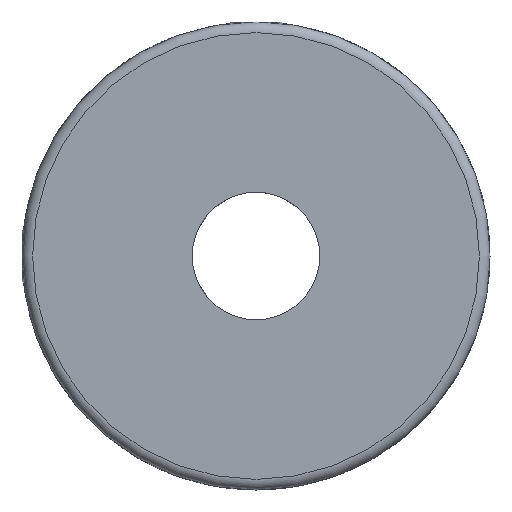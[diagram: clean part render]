
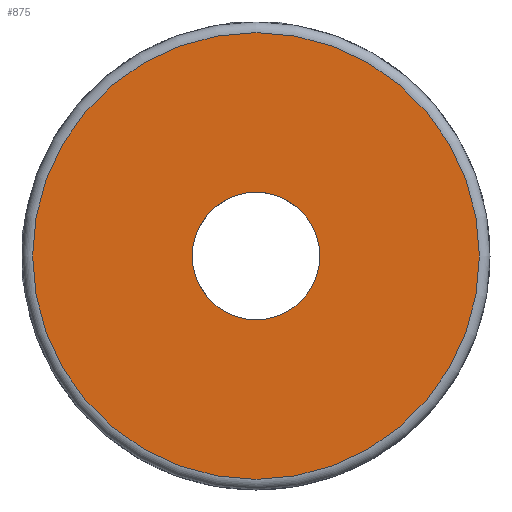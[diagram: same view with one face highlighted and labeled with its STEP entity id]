
A CAD part, left-side view. The second image highlights one B-rep face of the part: STEP entity #875.
In plain terms, the highlighted planar face has unit normal (-1, 0, 0).
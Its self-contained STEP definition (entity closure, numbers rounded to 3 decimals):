
#167=PLANE('',#1001);
#250=ORIENTED_EDGE('',*,*,#457,.T.);
#251=ORIENTED_EDGE('',*,*,#470,.F.);
#457=EDGE_CURVE('',#567,#567,#648,.T.);
#470=EDGE_CURVE('',#580,#580,#652,.T.);
#567=VERTEX_POINT('',#1382);
#580=VERTEX_POINT('',#1452);
#648=CIRCLE('',#992,6.);
#652=CIRCLE('',#1002,21.);
#681=EDGE_LOOP('',(#250));
#682=EDGE_LOOP('',(#251));
#773=FACE_BOUND('',#681,.T.);
#774=FACE_BOUND('',#682,.T.);
#875=ADVANCED_FACE('',(#773,#774),#167,.T.);
#992=AXIS2_PLACEMENT_3D('',#1381,#1103,#1104);
#1001=AXIS2_PLACEMENT_3D('',#1450,#1121,#1122);
#1002=AXIS2_PLACEMENT_3D('',#1451,#1123,#1124);
#1103=DIRECTION('',(1.,0.,0.));
#1104=DIRECTION('',(0.,0.,-1.));
#1121=DIRECTION('',(-1.,0.,0.));
#1122=DIRECTION('',(0.,0.,1.));
#1123=DIRECTION('',(1.,0.,0.));
#1124=DIRECTION('',(0.,0.,-1.));
#1381=CARTESIAN_POINT('',(0.,0.,0.));
#1382=CARTESIAN_POINT('',(0.,0.,-6.));
#1450=CARTESIAN_POINT('',(0.,21.,0.));
#1451=CARTESIAN_POINT('',(0.,0.,0.));
#1452=CARTESIAN_POINT('',(0.,0.,-21.));
